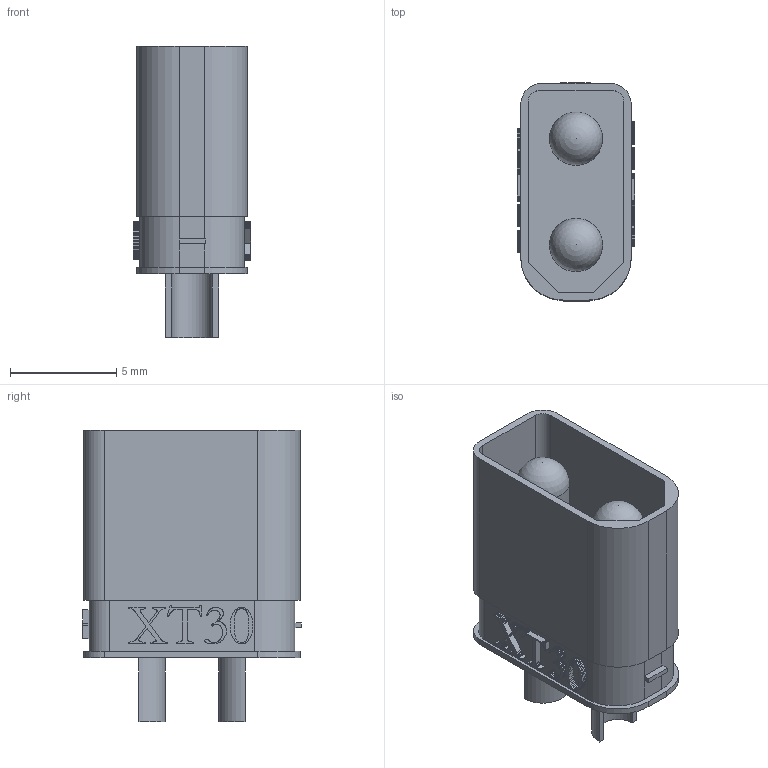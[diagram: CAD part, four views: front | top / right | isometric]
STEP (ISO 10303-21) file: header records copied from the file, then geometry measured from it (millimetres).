
FILE_DESCRIPTION(/* description */ (''),/* implementation_level */ '2;1');
FILE_NAME(/* name */ 'XT30-male.step',/* time_stamp */ '2021-04-04T18:40:55-04:00',/* author */ (''),/* organization */ (''),/* preprocessor_version */ 'ST-DEVELOPER v18.1',/* originating_system */ 'Autodesk Translation Framework v9.10.0.1330',/* authorisation */ '');
FILE_SCHEMA (('AUTOMOTIVE_DESIGN { 1 0 10303 214 3 1 1 }'));
Products named in the file (1): XT30-male
Bounding box: 5.54 x 10.29 x 13.7 mm (x, y, z)
Volume: 292.1 mm3; surface area: 779.5 mm2
Topology: 1 solids, 1 shells, 1935 faces, 5747 edges, 3830 vertices
Faces by surface type: plane 1913, cylinder 20, sphere 2
Full cylindrical faces by diameter (mm): 2.5 x2
Entity records: 63504 total; most frequent: CARTESIAN_POINT 11511, ORIENTED_EDGE 11490, DIRECTION 9661, EDGE_CURVE 5745, LINE 5701, VECTOR 5701, VERTEX_POINT 3830, AXIS2_PLACEMENT_3D 1980
